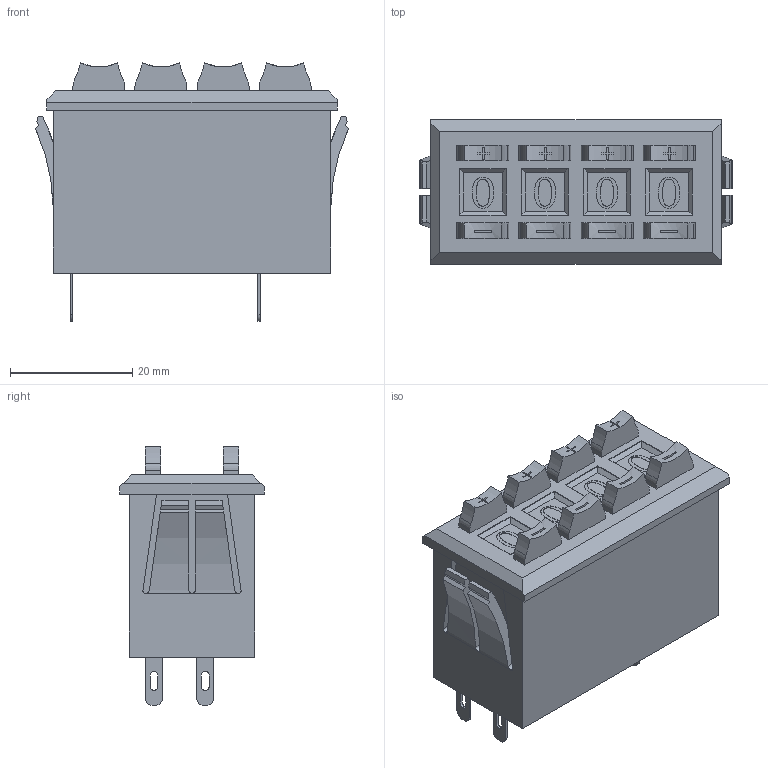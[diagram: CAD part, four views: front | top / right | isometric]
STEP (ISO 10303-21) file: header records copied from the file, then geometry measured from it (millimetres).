
FILE_DESCRIPTION((''),'2;1');
FILE_NAME('3864S-1-XXX','2014-10-29T',('RICKB'),('Bourns, Inc.'),'PRO/ENGINEER BY PARAMETRIC TECHNOLOGY CORPORATION, 2012230','PRO/ENGINEER BY PARAMETRIC TECHNOLOGY CORPORATION, 2012230','');
FILE_SCHEMA(('CONFIG_CONTROL_DESIGN'));
Length unit declared in the file: millimetre
Products named in the file (1): 3864S-1-XXX
Bounding box: 51.27 x 23.62 x 42.32 mm (x, y, z)
Volume: 28823.3 mm3; surface area: 7595.8 mm2
Topology: 1 solids, 1 shells, 352 faces, 932 edges, 614 vertices
Faces by surface type: plane 222, cylinder 68, extrusion 62
Entity records: 11666 total; most frequent: CARTESIAN_POINT 2994, ORIENTED_EDGE 1864, DIRECTION 1592, EDGE_CURVE 932, VECTOR 700, LINE 638, VERTEX_POINT 614, AXIS2_PLACEMENT_3D 446
